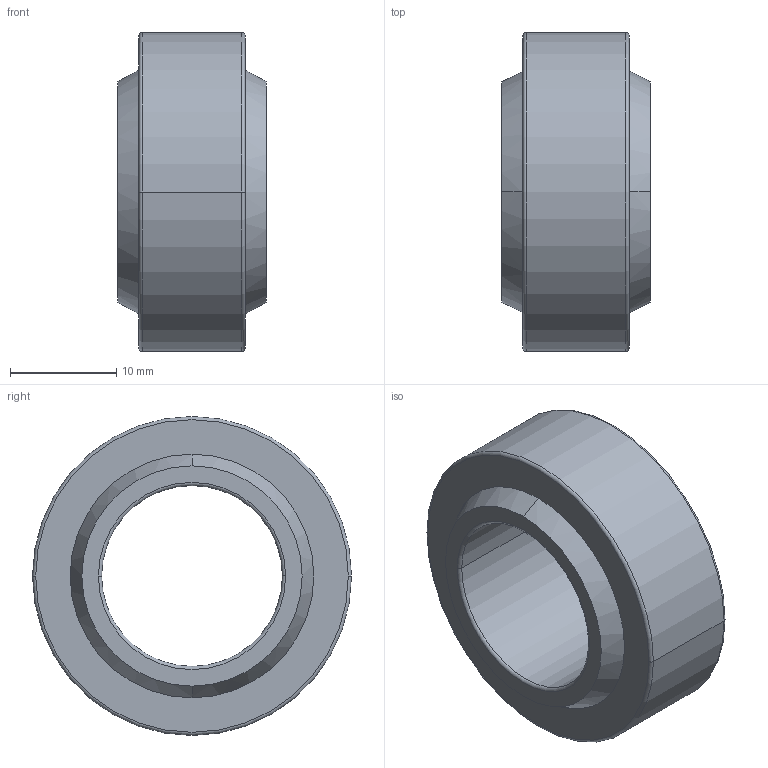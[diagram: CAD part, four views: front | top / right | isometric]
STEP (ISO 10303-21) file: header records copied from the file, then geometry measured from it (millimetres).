
FILE_DESCRIPTION((''),'2;1');
FILE_NAME('GE17C_ASM','2017-01-25T',('giuseppe.caruso'),(''),'CREO PARAMETRIC BY PTC INC, 2014500','CREO PARAMETRIC BY PTC INC, 2014500','');
FILE_SCHEMA(('CONFIG_CONTROL_DESIGN'));
Length unit declared in the file: millimetre
Products named in the file (4): GE17C_AI_AF0; GE17C_AE_AF0; GE17C_PTFE_AF0; GE17C_ASM
Assembly tree (3 placements, depth 2):
  GE17C_ASM
    GE17C_AI_AF0
    GE17C_AE_AF0
    GE17C_PTFE_AF0
Bounding box: 14 x 30 x 30 mm (x, y, z)
Volume: 5354.9 mm3; surface area: 5981.5 mm2
Topology: 3 solids, 3 shells, 359 faces, 1009 edges, 670 vertices
Faces by surface type: plane 335, sphere 12, torus 8, cylinder 4
Entity records: 11499 total; most frequent: CARTESIAN_POINT 2045, ORIENTED_EDGE 2018, DIRECTION 1801, EDGE_CURVE 1009, VECTOR 949, LINE 949, VERTEX_POINT 670, AXIS2_PLACEMENT_3D 426
